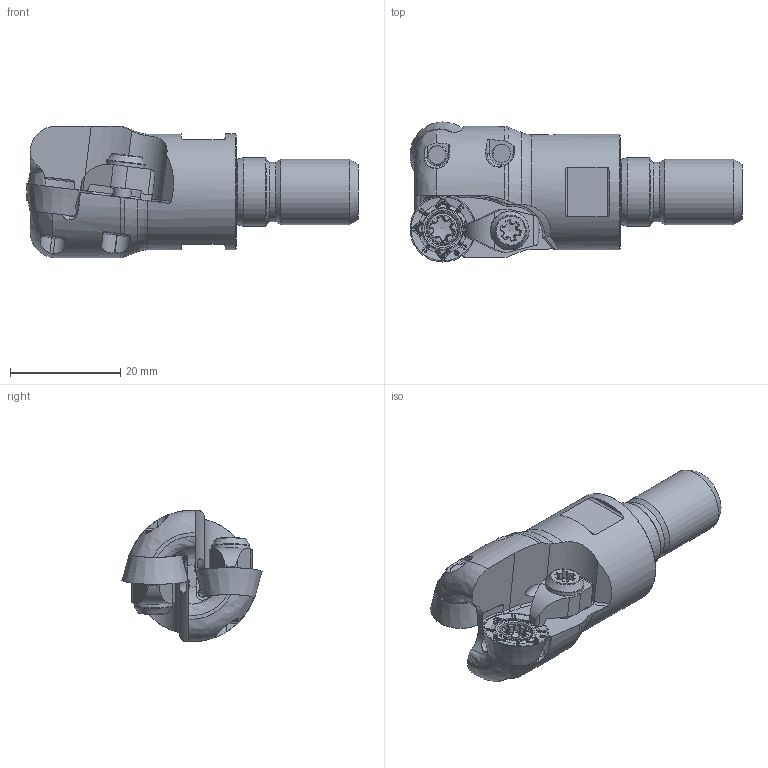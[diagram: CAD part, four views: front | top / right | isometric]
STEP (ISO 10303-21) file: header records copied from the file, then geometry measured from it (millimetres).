
FILE_DESCRIPTION(/* description */ (''),/* implementation_level */ '2;1');
FILE_NAME(/* name */ 'CUTTER_M-RDKT12-D100Z2M12I.stp',/* time_stamp */ '2020-04-24T15:44:04+09:00',/* author */ (''),/* organization */ (''),/* preprocessor_version */ 'ST-DEVELOPER v16',/* originating_system */ 'SIEMENS PLM Software NX 10.0',/* authorisation */ '');
FILE_SCHEMA (('CONFIG_CONTROL_DESIGN'));
Length unit declared in the file: millimetre
Products named in the file (1): CUTTER_M-RDKT12-D100Z2M12I
Bounding box: 60.1 x 25.35 x 23.8 mm (x, y, z)
Volume: 11746.7 mm3; surface area: 7512.1 mm2
Topology: 9 solids, 9 shells, 1309 faces, 3186 edges, 1825 vertices
Faces by surface type: bspline 722, cylinder 173, plane 168, torus 94, sphere 86, cone 66
Full cylindrical faces by diameter (mm): 2.5 x2, 3 x2, 3.3 x4, 3.5 x2, 4 x4, 4.3 x2, 4.4 x2, 4.5 x2, 5.5 x2, 6 x1, 7 x2, 10.8 x1, 11.8 x1, 12.5 x1, 21 x1
Entity records: 51418 total; most frequent: CARTESIAN_POINT 26863, ORIENTED_EDGE 5926, DIRECTION 3882, EDGE_CURVE 2963, VERTEX_POINT 1782, AXIS2_PLACEMENT_3D 1729, EDGE_LOOP 1432, B_SPLINE_CURVE_WITH_KNOTS 1396
